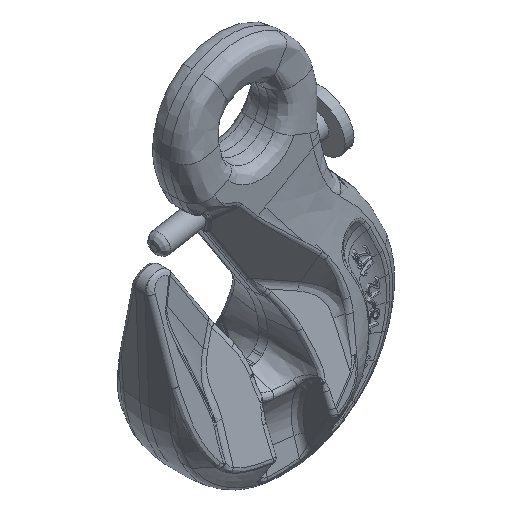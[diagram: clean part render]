
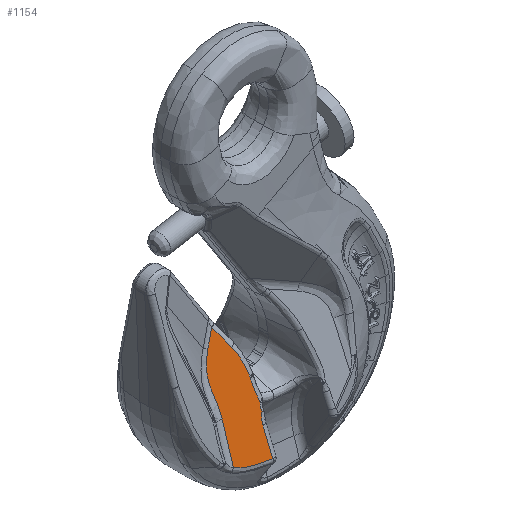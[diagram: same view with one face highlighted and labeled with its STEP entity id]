
A CAD part, isometric view. The second image highlights one B-rep face of the part: STEP entity #1154.
In plain terms, the highlighted planar face has unit normal (-0.218, -0.895, 0.389).
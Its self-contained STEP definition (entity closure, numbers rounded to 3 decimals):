
#520=PLANE('',#11280);
#791=ELLIPSE('',#11279,23.956,21.41);
#1154=ADVANCED_FACE('',(#1844),#520,.F.);
#1844=FACE_OUTER_BOUND('',#2486,.T.);
#2486=EDGE_LOOP('',(#4884,#4885,#4886,#4887,#4888,#4889,#4890,#4891,#4892,
#4893,#4894));
#3539=B_SPLINE_CURVE_WITH_KNOTS('',3,(#20175,#20176,#20177,#20178,#20179,
#20180),.UNSPECIFIED.,.F.,.F.,(4,2,4),(0.,0.5,1.),.UNSPECIFIED.);
#3540=B_SPLINE_CURVE_WITH_KNOTS('',3,(#20184,#20185,#20186,#20187),
 .UNSPECIFIED.,.F.,.F.,(4,4),(0.,1.),.UNSPECIFIED.);
#3541=B_SPLINE_CURVE_WITH_KNOTS('',3,(#20189,#20190,#20191,#20192),
 .UNSPECIFIED.,.F.,.F.,(4,4),(0.,1.),.UNSPECIFIED.);
#3542=B_SPLINE_CURVE_WITH_KNOTS('',3,(#20194,#20195,#20196,#20197,#20198,
#20199),.UNSPECIFIED.,.F.,.F.,(4,2,4),(0.,0.5,1.),.UNSPECIFIED.);
#3543=B_SPLINE_CURVE_WITH_KNOTS('',3,(#20209,#20210,#20211,#20212,#20213,
#20214,#20215,#20216),.UNSPECIFIED.,.F.,.F.,(4,2,2,4),(0.,0.25,0.5,1.),
 .UNSPECIFIED.);
#4884=ORIENTED_EDGE('',*,*,#8848,.T.);
#4885=ORIENTED_EDGE('',*,*,#9068,.T.);
#4886=ORIENTED_EDGE('',*,*,#9069,.T.);
#4887=ORIENTED_EDGE('',*,*,#9070,.T.);
#4888=ORIENTED_EDGE('',*,*,#9071,.T.);
#4889=ORIENTED_EDGE('',*,*,#9072,.T.);
#4890=ORIENTED_EDGE('',*,*,#9073,.T.);
#4891=ORIENTED_EDGE('',*,*,#9074,.T.);
#4892=ORIENTED_EDGE('',*,*,#9075,.T.);
#4893=ORIENTED_EDGE('',*,*,#9076,.T.);
#4894=ORIENTED_EDGE('',*,*,#9077,.T.);
#7803=VERTEX_POINT('',#14450);
#7805=VERTEX_POINT('',#14457);
#7963=VERTEX_POINT('',#20181);
#7964=VERTEX_POINT('',#20183);
#7965=VERTEX_POINT('',#20188);
#7966=VERTEX_POINT('',#20193);
#7967=VERTEX_POINT('',#20200);
#7968=VERTEX_POINT('',#20202);
#7969=VERTEX_POINT('',#20204);
#7970=VERTEX_POINT('',#20206);
#7971=VERTEX_POINT('',#20208);
#8848=EDGE_CURVE('',#7803,#7805,#10396,.T.);
#9068=EDGE_CURVE('',#7805,#7963,#3539,.T.);
#9069=EDGE_CURVE('',#7963,#7964,#10454,.T.);
#9070=EDGE_CURVE('',#7964,#7965,#3540,.T.);
#9071=EDGE_CURVE('',#7965,#7966,#3541,.T.);
#9072=EDGE_CURVE('',#7966,#7967,#3542,.T.);
#9073=EDGE_CURVE('',#7967,#7968,#10455,.T.);
#9074=EDGE_CURVE('',#7968,#7969,#791,.T.);
#9075=EDGE_CURVE('',#7969,#7970,#10456,.T.);
#9076=EDGE_CURVE('',#7970,#7971,#10457,.T.);
#9077=EDGE_CURVE('',#7971,#7803,#3543,.T.);
#10396=LINE('',#14458,#10753);
#10454=LINE('',#20182,#10816);
#10455=LINE('',#20201,#10817);
#10456=LINE('',#20205,#10818);
#10457=LINE('',#20207,#10819);
#10753=VECTOR('',#11832,1.);
#10816=VECTOR('',#12027,1.);
#10817=VECTOR('',#12028,1.);
#10818=VECTOR('',#12031,1.);
#10819=VECTOR('',#12032,1.);
#11279=AXIS2_PLACEMENT_3D('',#20203,#12029,#12030);
#11280=AXIS2_PLACEMENT_3D('',#20217,#12033,#12034);
#11832=DIRECTION('',(-0.077,-0.382,-0.921));
#12027=DIRECTION('',(0.013,0.396,0.918));
#12028=DIRECTION('',(-0.037,0.406,0.913));
#12029=DIRECTION('',(-0.218,-0.895,0.389));
#12030=DIRECTION('',(-0.438,0.446,0.78));
#12031=DIRECTION('',(-0.447,0.446,0.775));
#12032=DIRECTION('',(-0.494,-0.242,-0.835));
#12033=DIRECTION('',(0.218,0.895,-0.389));
#12034=DIRECTION('',(0.,0.399,0.917));
#14450=CARTESIAN_POINT('',(-20.248,-14.822,-110.445));
#14457=CARTESIAN_POINT('',(-21.498,-20.994,-125.341));
#14458=CARTESIAN_POINT('',(-21.741,-22.193,-128.235));
#20175=CARTESIAN_POINT('',(-21.498,-20.994,-125.341));
#20176=CARTESIAN_POINT('',(-19.435,-21.851,-126.154));
#20177=CARTESIAN_POINT('',(-17.217,-22.549,-126.515));
#20178=CARTESIAN_POINT('',(-12.654,-23.786,-126.801));
#20179=CARTESIAN_POINT('',(-10.35,-24.343,-126.788));
#20180=CARTESIAN_POINT('',(-8.041,-24.848,-126.653));
#20181=CARTESIAN_POINT('',(-8.041,-24.848,-126.653));
#20182=CARTESIAN_POINT('',(-7.342,-2.81,-75.577));
#20183=CARTESIAN_POINT('',(-7.897,-20.317,-116.151));
#20184=CARTESIAN_POINT('',(-7.897,-20.317,-116.151));
#20185=CARTESIAN_POINT('',(-7.878,-19.716,-114.759));
#20186=CARTESIAN_POINT('',(-7.528,-19.194,-113.363));
#20187=CARTESIAN_POINT('',(-6.8,-18.822,-112.1));
#20188=CARTESIAN_POINT('',(-6.8,-18.822,-112.1));
#20189=CARTESIAN_POINT('',(-6.8,-18.822,-112.1));
#20190=CARTESIAN_POINT('',(-6.941,-18.423,-111.261));
#20191=CARTESIAN_POINT('',(-6.823,-18.068,-110.377));
#20192=CARTESIAN_POINT('',(-6.435,-17.808,-109.561));
#20193=CARTESIAN_POINT('',(-6.435,-17.808,-109.561));
#20194=CARTESIAN_POINT('',(-6.435,-17.808,-109.561));
#20195=CARTESIAN_POINT('',(-6.771,-17.169,-108.28));
#20196=CARTESIAN_POINT('',(-6.919,-16.555,-106.951));
#20197=CARTESIAN_POINT('',(-7.192,-15.331,-104.289));
#20198=CARTESIAN_POINT('',(-7.24,-14.733,-102.941));
#20199=CARTESIAN_POINT('',(-7.294,-14.135,-101.595));
#20200=CARTESIAN_POINT('',(-7.298,-14.134,-101.595));
#20201=CARTESIAN_POINT('',(-8.304,-3.104,-76.792));
#20202=CARTESIAN_POINT('',(-7.322,-13.875,-101.013));
#20203=CARTESIAN_POINT('',(-28.721,-9.021,-101.857));
#20204=CARTESIAN_POINT('',(-10.179,-8.89,-91.153));
#20205=CARTESIAN_POINT('',(-11.293,-7.78,-89.224));
#20206=CARTESIAN_POINT('',(-14.566,-4.516,-83.554));
#20207=CARTESIAN_POINT('',(-18.223,-6.309,-89.731));
#20208=CARTESIAN_POINT('',(-17.974,-6.187,-89.31));
#20209=CARTESIAN_POINT('',(-17.974,-6.187,-89.31));
#20210=CARTESIAN_POINT('',(-18.943,-6.662,-90.946));
#20211=CARTESIAN_POINT('',(-19.708,-7.214,-92.645));
#20212=CARTESIAN_POINT('',(-20.762,-8.496,-96.185));
#20213=CARTESIAN_POINT('',(-20.956,-9.232,-97.985));
#20214=CARTESIAN_POINT('',(-20.849,-11.59,-103.349));
#20215=CARTESIAN_POINT('',(-20.033,-13.308,-106.842));
#20216=CARTESIAN_POINT('',(-20.249,-14.822,-110.445));
#20217=CARTESIAN_POINT('',(15.556,-7.629,-73.812));
